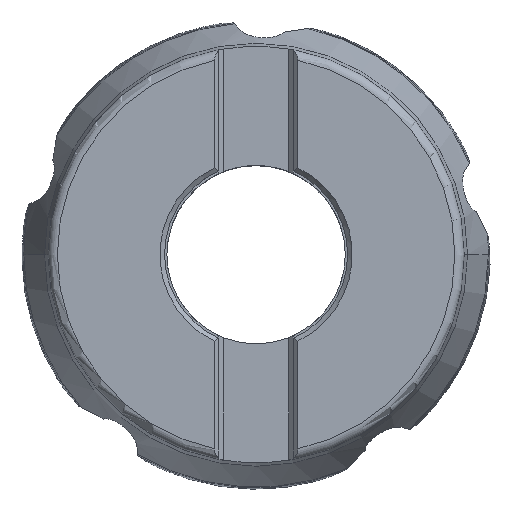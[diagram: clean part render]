
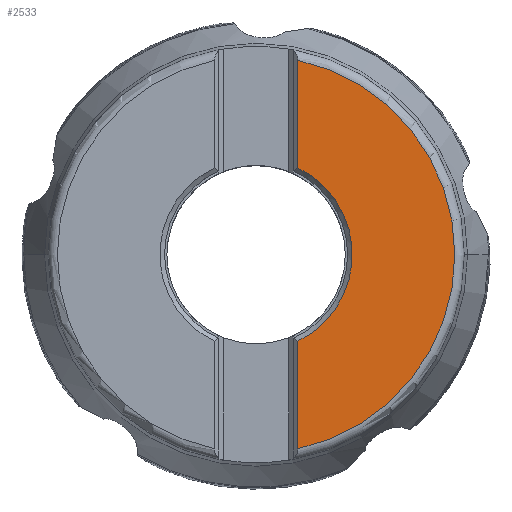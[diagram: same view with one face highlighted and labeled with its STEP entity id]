
A CAD part, top view. The second image highlights one B-rep face of the part: STEP entity #2533.
In plain terms, the highlighted planar face has unit normal (0, 0, 1).
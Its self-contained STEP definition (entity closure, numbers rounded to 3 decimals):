
#771=LINE('',#42564,#1206);
#772=LINE('',#42566,#1207);
#1206=VECTOR('',#15159,1.);
#1207=VECTOR('',#15162,1.);
#1872=FACE_OUTER_BOUND('',#3405,.T.);
#2533=ADVANCED_FACE('',(#1872),#2869,.T.);
#2869=PLANE('',#12861);
#3405=EDGE_LOOP('',(#7707,#7708,#7709,#7710,#7711));
#4704=CIRCLE('',#12827,42.45);
#4705=CIRCLE('',#12828,42.45);
#4720=CIRCLE('',#12858,20.55);
#7707=ORIENTED_EDGE('',*,*,#11384,.F.);
#7708=ORIENTED_EDGE('',*,*,#11387,.F.);
#7709=ORIENTED_EDGE('',*,*,#11342,.F.);
#7710=ORIENTED_EDGE('',*,*,#11341,.F.);
#7711=ORIENTED_EDGE('',*,*,#11386,.F.);
#9678=VERTEX_POINT('',#42392);
#9679=VERTEX_POINT('',#42394);
#9680=VERTEX_POINT('',#42396);
#9704=VERTEX_POINT('',#42554);
#9705=VERTEX_POINT('',#42556);
#11341=EDGE_CURVE('',#9678,#9679,#4704,.T.);
#11342=EDGE_CURVE('',#9679,#9680,#4705,.T.);
#11384=EDGE_CURVE('',#9704,#9705,#4720,.T.);
#11386=EDGE_CURVE('',#9705,#9678,#771,.T.);
#11387=EDGE_CURVE('',#9680,#9704,#772,.T.);
#12827=AXIS2_PLACEMENT_3D('',#42393,#15078,#15079);
#12828=AXIS2_PLACEMENT_3D('',#42395,#15080,#15081);
#12858=AXIS2_PLACEMENT_3D('',#42555,#15155,#15156);
#12861=AXIS2_PLACEMENT_3D('',#42567,#15163,#15164);
#15078=DIRECTION('',(0.,0.,-1.));
#15079=DIRECTION('',(0.211,0.978,0.));
#15080=DIRECTION('',(0.,0.,-1.));
#15081=DIRECTION('',(1.,0.,0.));
#15155=DIRECTION('',(0.,0.,1.));
#15156=DIRECTION('',(0.435,-0.9,0.));
#15159=DIRECTION('',(0.,1.,0.));
#15162=DIRECTION('',(0.,1.,0.));
#15163=DIRECTION('',(0.,0.,1.));
#15164=DIRECTION('',(-1.,0.,0.));
#42392=CARTESIAN_POINT('',(8.937,41.498,0.));
#42393=CARTESIAN_POINT('',(0.,0.,0.));
#42394=CARTESIAN_POINT('',(42.45,-0.021,0.));
#42395=CARTESIAN_POINT('',(0.,0.,0.));
#42396=CARTESIAN_POINT('',(8.938,-41.498,0.));
#42554=CARTESIAN_POINT('',(8.937,-18.505,0.));
#42555=CARTESIAN_POINT('',(0.,0.,0.));
#42556=CARTESIAN_POINT('',(8.938,18.505,0.));
#42564=CARTESIAN_POINT('',(8.938,18.505,0.));
#42566=CARTESIAN_POINT('',(8.938,-41.498,0.));
#42567=CARTESIAN_POINT('',(25.694,0.,0.));
